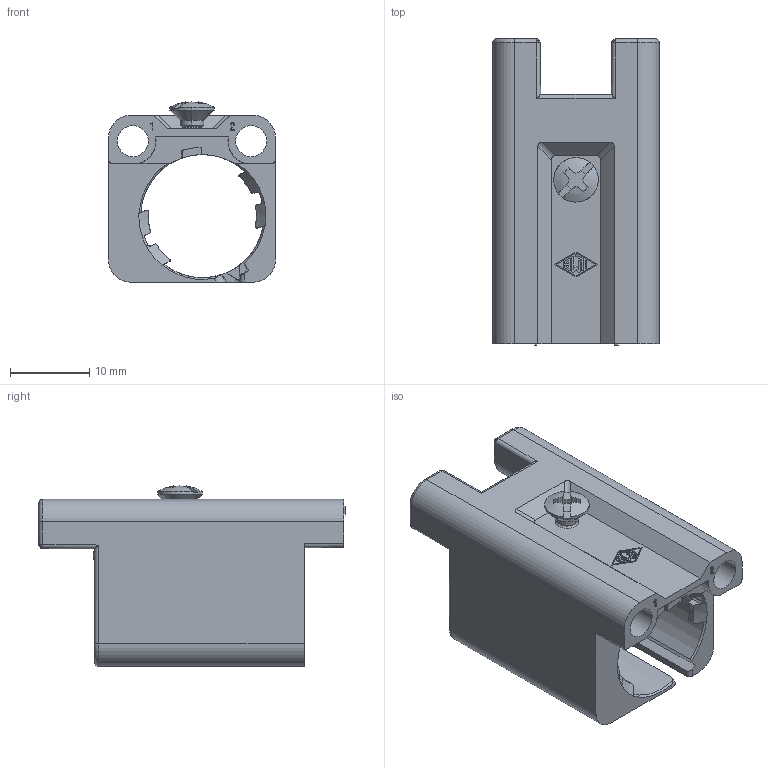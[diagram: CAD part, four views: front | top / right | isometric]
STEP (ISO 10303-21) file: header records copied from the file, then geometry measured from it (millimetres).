
FILE_DESCRIPTION(('Creo Elements/Direct Modeling STEP Export'),'2;1');
FILE_NAME('CX 1-2 BDM.stp','2013-11-21T10:45:30',(''),(''),'Creo Elements/Direct Modeling STEP processor for AP214 (Solid Model)','Creo Elements/Direct Modeling 18.0B 02-Dec-2011 (C) Parametric Technology GmbH','');
FILE_SCHEMA(('AUTOMOTIVE_DESIGN { 1 0 10303 214 1 1 1 1 }'));
Length unit declared in the file: millimetre
Products named in the file (2): CX_1-2_BDM
Assembly tree (1 placements, depth 2):
  CX_1-2_BDM
    CX_1-2_BDM
Bounding box: 21 x 38.55 x 22.69 mm (x, y, z)
Volume: 6111.6 mm3; surface area: 5480.4 mm2
Topology: 1 solids, 1 shells, 340 faces, 937 edges, 610 vertices
Faces by surface type: plane 227, cylinder 45, bspline 24, cone 19, extrusion 13, torus 10, sphere 2
Entity records: 14879 total; most frequent: CARTESIAN_POINT 4177, ORIENTED_EDGE 1874, DIRECTION 1499, EDGE_CURVE 937, VECTOR 655, LINE 642, VERTEX_POINT 610, AXIS2_PLACEMENT_3D 422
